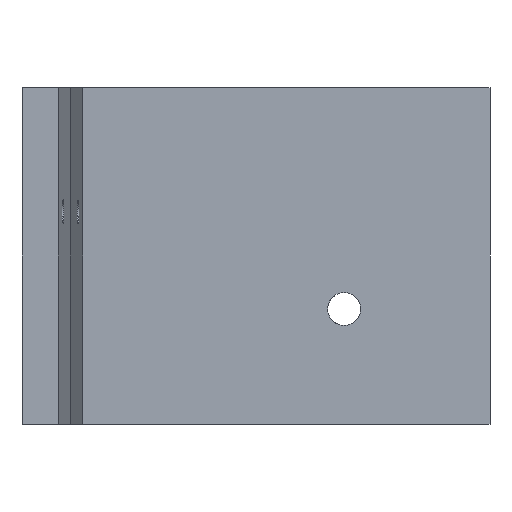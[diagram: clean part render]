
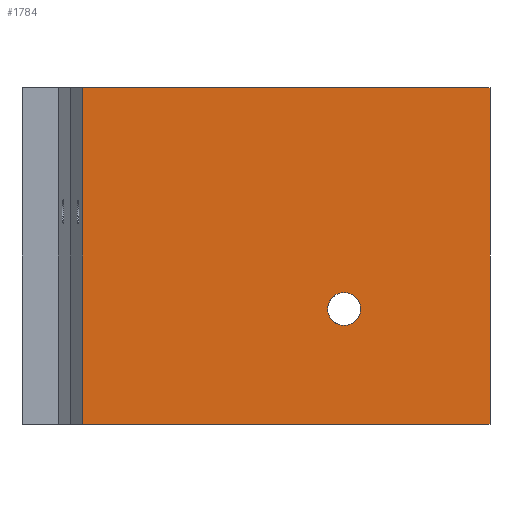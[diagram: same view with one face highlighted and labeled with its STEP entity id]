
A CAD part, front view. The second image highlights one B-rep face of the part: STEP entity #1784.
In plain terms, the highlighted planar face has unit normal (0, -1, 0).
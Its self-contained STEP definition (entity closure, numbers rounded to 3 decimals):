
#72 = PLANE('',#73);
#73 = AXIS2_PLACEMENT_3D('',#74,#75,#76);
#74 = CARTESIAN_POINT('',(0.,0.,0.));
#75 = DIRECTION('',(0.,0.,1.));
#76 = DIRECTION('',(1.,0.,-0.));
#126 = PLANE('',#127);
#127 = AXIS2_PLACEMENT_3D('',#128,#129,#130);
#128 = CARTESIAN_POINT('',(0.,0.,27.792));
#129 = DIRECTION('',(0.,0.,1.));
#130 = DIRECTION('',(1.,0.,-0.));
#413 = VERTEX_POINT('',#414);
#414 = CARTESIAN_POINT('',(5.,0.,27.792));
#428 = PLANE('',#429);
#429 = AXIS2_PLACEMENT_3D('',#430,#431,#432);
#430 = CARTESIAN_POINT('',(5.,0.,27.792));
#431 = DIRECTION('',(0.997,0.08,-0.));
#432 = DIRECTION('',(-0.08,0.997,0.));
#440 = EDGE_CURVE('',#413,#441,#443,.T.);
#441 = VERTEX_POINT('',#442);
#442 = CARTESIAN_POINT('',(38.62,0.,27.792));
#443 = SURFACE_CURVE('',#444,(#448,#455),.PCURVE_S1.);
#444 = LINE('',#445,#446);
#445 = CARTESIAN_POINT('',(0.,0.,27.792));
#446 = VECTOR('',#447,1.);
#447 = DIRECTION('',(1.,0.,-0.));
#448 = PCURVE('',#126,#449);
#449 = DEFINITIONAL_REPRESENTATION('',(#450),#454);
#450 = LINE('',#451,#452);
#451 = CARTESIAN_POINT('',(0.,0.));
#452 = VECTOR('',#453,1.);
#453 = DIRECTION('',(1.,0.));
#454 = ( GEOMETRIC_REPRESENTATION_CONTEXT(2) 
PARAMETRIC_REPRESENTATION_CONTEXT() REPRESENTATION_CONTEXT('2D SPACE',''
  ) );
#455 = PCURVE('',#456,#461);
#456 = PLANE('',#457);
#457 = AXIS2_PLACEMENT_3D('',#458,#459,#460);
#458 = CARTESIAN_POINT('',(0.,0.,0.));
#459 = DIRECTION('',(-0.,1.,0.));
#460 = DIRECTION('',(0.,0.,1.));
#461 = DEFINITIONAL_REPRESENTATION('',(#462),#466);
#462 = LINE('',#463,#464);
#463 = CARTESIAN_POINT('',(27.792,0.));
#464 = VECTOR('',#465,1.);
#465 = DIRECTION('',(0.,1.));
#466 = ( GEOMETRIC_REPRESENTATION_CONTEXT(2) 
PARAMETRIC_REPRESENTATION_CONTEXT() REPRESENTATION_CONTEXT('2D SPACE',''
  ) );
#482 = PLANE('',#483);
#483 = AXIS2_PLACEMENT_3D('',#484,#485,#486);
#484 = CARTESIAN_POINT('',(38.62,0.,0.));
#485 = DIRECTION('',(1.,0.,-0.));
#486 = DIRECTION('',(0.,0.,1.));
#748 = VERTEX_POINT('',#749);
#749 = CARTESIAN_POINT('',(5.,0.,0.));
#768 = EDGE_CURVE('',#748,#769,#771,.T.);
#769 = VERTEX_POINT('',#770);
#770 = CARTESIAN_POINT('',(38.62,0.,0.));
#771 = SURFACE_CURVE('',#772,(#776,#783),.PCURVE_S1.);
#772 = LINE('',#773,#774);
#773 = CARTESIAN_POINT('',(0.,0.,0.));
#774 = VECTOR('',#775,1.);
#775 = DIRECTION('',(1.,0.,-0.));
#776 = PCURVE('',#72,#777);
#777 = DEFINITIONAL_REPRESENTATION('',(#778),#782);
#778 = LINE('',#779,#780);
#779 = CARTESIAN_POINT('',(0.,0.));
#780 = VECTOR('',#781,1.);
#781 = DIRECTION('',(1.,0.));
#782 = ( GEOMETRIC_REPRESENTATION_CONTEXT(2) 
PARAMETRIC_REPRESENTATION_CONTEXT() REPRESENTATION_CONTEXT('2D SPACE',''
  ) );
#783 = PCURVE('',#456,#784);
#784 = DEFINITIONAL_REPRESENTATION('',(#785),#789);
#785 = LINE('',#786,#787);
#786 = CARTESIAN_POINT('',(0.,0.));
#787 = VECTOR('',#788,1.);
#788 = DIRECTION('',(0.,1.));
#789 = ( GEOMETRIC_REPRESENTATION_CONTEXT(2) 
PARAMETRIC_REPRESENTATION_CONTEXT() REPRESENTATION_CONTEXT('2D SPACE',''
  ) );
#1418 = EDGE_CURVE('',#769,#441,#1419,.T.);
#1419 = SURFACE_CURVE('',#1420,(#1424,#1431),.PCURVE_S1.);
#1420 = LINE('',#1421,#1422);
#1421 = CARTESIAN_POINT('',(38.62,0.,0.));
#1422 = VECTOR('',#1423,1.);
#1423 = DIRECTION('',(0.,0.,1.));
#1424 = PCURVE('',#482,#1425);
#1425 = DEFINITIONAL_REPRESENTATION('',(#1426),#1430);
#1426 = LINE('',#1427,#1428);
#1427 = CARTESIAN_POINT('',(0.,0.));
#1428 = VECTOR('',#1429,1.);
#1429 = DIRECTION('',(1.,0.));
#1430 = ( GEOMETRIC_REPRESENTATION_CONTEXT(2) 
PARAMETRIC_REPRESENTATION_CONTEXT() REPRESENTATION_CONTEXT('2D SPACE',''
  ) );
#1431 = PCURVE('',#456,#1432);
#1432 = DEFINITIONAL_REPRESENTATION('',(#1433),#1437);
#1433 = LINE('',#1434,#1435);
#1434 = CARTESIAN_POINT('',(0.,38.62));
#1435 = VECTOR('',#1436,1.);
#1436 = DIRECTION('',(1.,0.));
#1437 = ( GEOMETRIC_REPRESENTATION_CONTEXT(2) 
PARAMETRIC_REPRESENTATION_CONTEXT() REPRESENTATION_CONTEXT('2D SPACE',''
  ) );
#1784 = ADVANCED_FACE('24',(#1785,#1811),#456,.F.);
#1785 = FACE_BOUND('',#1786,.F.);
#1786 = EDGE_LOOP('',(#1787,#1788,#1809,#1810));
#1787 = ORIENTED_EDGE('',*,*,#768,.F.);
#1788 = ORIENTED_EDGE('',*,*,#1789,.F.);
#1789 = EDGE_CURVE('',#413,#748,#1790,.T.);
#1790 = SURFACE_CURVE('',#1791,(#1795,#1802),.PCURVE_S1.);
#1791 = LINE('',#1792,#1793);
#1792 = CARTESIAN_POINT('',(5.,0.,27.792));
#1793 = VECTOR('',#1794,1.);
#1794 = DIRECTION('',(-0.,-0.,-1.));
#1795 = PCURVE('',#456,#1796);
#1796 = DEFINITIONAL_REPRESENTATION('',(#1797),#1801);
#1797 = LINE('',#1798,#1799);
#1798 = CARTESIAN_POINT('',(27.792,5.));
#1799 = VECTOR('',#1800,1.);
#1800 = DIRECTION('',(-1.,0.));
#1801 = ( GEOMETRIC_REPRESENTATION_CONTEXT(2) 
PARAMETRIC_REPRESENTATION_CONTEXT() REPRESENTATION_CONTEXT('2D SPACE',''
  ) );
#1802 = PCURVE('',#428,#1803);
#1803 = DEFINITIONAL_REPRESENTATION('',(#1804),#1808);
#1804 = LINE('',#1805,#1806);
#1805 = CARTESIAN_POINT('',(0.,0.));
#1806 = VECTOR('',#1807,1.);
#1807 = DIRECTION('',(0.,-1.));
#1808 = ( GEOMETRIC_REPRESENTATION_CONTEXT(2) 
PARAMETRIC_REPRESENTATION_CONTEXT() REPRESENTATION_CONTEXT('2D SPACE',''
  ) );
#1809 = ORIENTED_EDGE('',*,*,#440,.T.);
#1810 = ORIENTED_EDGE('',*,*,#1418,.F.);
#1811 = FACE_BOUND('',#1812,.F.);
#1812 = EDGE_LOOP('',(#1813));
#1813 = ORIENTED_EDGE('',*,*,#1814,.T.);
#1814 = EDGE_CURVE('',#1815,#1815,#1817,.T.);
#1815 = VERTEX_POINT('',#1816);
#1816 = CARTESIAN_POINT('',(26.585,0.,8.157));
#1817 = SURFACE_CURVE('',#1818,(#1823,#1834),.PCURVE_S1.);
#1818 = CIRCLE('',#1819,1.361);
#1819 = AXIS2_PLACEMENT_3D('',#1820,#1821,#1822);
#1820 = CARTESIAN_POINT('',(26.585,0.,9.518));
#1821 = DIRECTION('',(0.,-1.,0.));
#1822 = DIRECTION('',(0.,-0.,-1.));
#1823 = PCURVE('',#456,#1824);
#1824 = DEFINITIONAL_REPRESENTATION('',(#1825),#1833);
#1825 = ( BOUNDED_CURVE() B_SPLINE_CURVE(2,(#1826,#1827,#1828,#1829,
#1830,#1831,#1832),.UNSPECIFIED.,.T.,.F.) B_SPLINE_CURVE_WITH_KNOTS((1,2
    ,2,2,2,1),(-2.094,0.,2.094,4.189,
6.283,8.378),.UNSPECIFIED.) CURVE() 
GEOMETRIC_REPRESENTATION_ITEM() RATIONAL_B_SPLINE_CURVE((1.,0.5,1.,0.5,
1.,0.5,1.)) REPRESENTATION_ITEM('') );
#1826 = CARTESIAN_POINT('',(8.157,26.585));
#1827 = CARTESIAN_POINT('',(8.157,28.943));
#1828 = CARTESIAN_POINT('',(10.199,27.764));
#1829 = CARTESIAN_POINT('',(12.241,26.585));
#1830 = CARTESIAN_POINT('',(10.199,25.406));
#1831 = CARTESIAN_POINT('',(8.157,24.227));
#1832 = CARTESIAN_POINT('',(8.157,26.585));
#1833 = ( GEOMETRIC_REPRESENTATION_CONTEXT(2) 
PARAMETRIC_REPRESENTATION_CONTEXT() REPRESENTATION_CONTEXT('2D SPACE',''
  ) );
#1834 = PCURVE('',#1835,#1840);
#1835 = CYLINDRICAL_SURFACE('',#1836,1.361);
#1836 = AXIS2_PLACEMENT_3D('',#1837,#1838,#1839);
#1837 = CARTESIAN_POINT('',(26.585,0.,9.518));
#1838 = DIRECTION('',(0.,-1.,0.));
#1839 = DIRECTION('',(0.,-0.,-1.));
#1840 = DEFINITIONAL_REPRESENTATION('',(#1841),#1845);
#1841 = LINE('',#1842,#1843);
#1842 = CARTESIAN_POINT('',(0.,0.));
#1843 = VECTOR('',#1844,1.);
#1844 = DIRECTION('',(1.,0.));
#1845 = ( GEOMETRIC_REPRESENTATION_CONTEXT(2) 
PARAMETRIC_REPRESENTATION_CONTEXT() REPRESENTATION_CONTEXT('2D SPACE',''
  ) );
